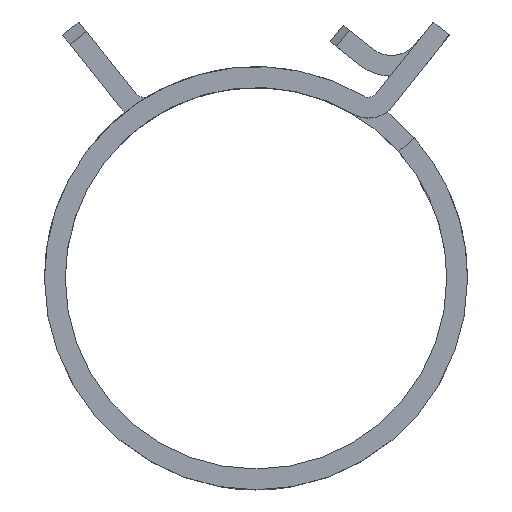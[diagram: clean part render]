
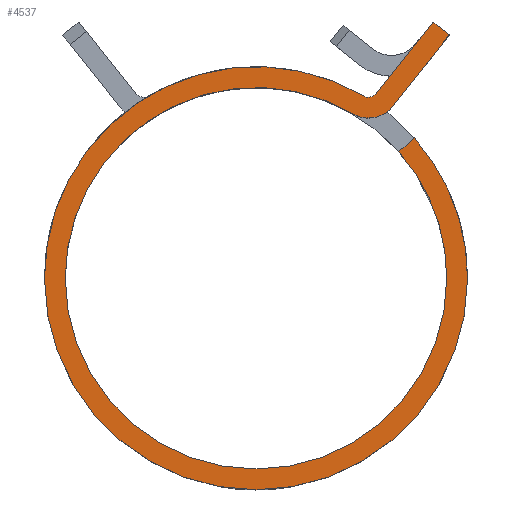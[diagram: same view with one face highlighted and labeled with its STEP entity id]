
A CAD part, top view. The second image highlights one B-rep face of the part: STEP entity #4537.
In plain terms, the highlighted planar face has unit normal (0, 0, 1).
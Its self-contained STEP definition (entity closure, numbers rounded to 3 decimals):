
#42 = VECTOR ( 'NONE', #5179, 1000. ) ;
#170 = DIRECTION ( 'NONE',  ( 0.749, 0.663, 0. ) ) ;
#178 = CIRCLE ( 'NONE', #682, 21.35 ) ;
#271 = DIRECTION ( 'NONE',  ( 1., 0., 0. ) ) ;
#323 = DIRECTION ( 'NONE',  ( 0., 0., 1. ) ) ;
#380 = DIRECTION ( 'NONE',  ( 1., 0., 0. ) ) ;
#405 = DIRECTION ( 'NONE',  ( 1., 0., 0. ) ) ;
#419 = ORIENTED_EDGE ( 'NONE', *, *, #4008, .T. ) ;
#438 = VECTOR ( 'NONE', #4996, 1000. ) ;
#447 = LINE ( 'NONE', #3278, #42 ) ;
#538 = CIRCLE ( 'NONE', #4818, 21.35 ) ;
#584 = ORIENTED_EDGE ( 'NONE', *, *, #1670, .F. ) ;
#625 = ORIENTED_EDGE ( 'NONE', *, *, #5896, .F. ) ;
#640 = LINE ( 'NONE', #2052, #1744 ) ;
#682 = AXIS2_PLACEMENT_3D ( 'NONE', #5697, #2346, #380 ) ;
#727 = VERTEX_POINT ( 'NONE', #6104 ) ;
#781 = CARTESIAN_POINT ( 'NONE',  ( -19.25, 0., 6. ) ) ;
#816 = AXIS2_PLACEMENT_3D ( 'NONE', #2368, #3734, #909 ) ;
#841 = CIRCLE ( 'NONE', #3620, 3.1 ) ;
#909 = DIRECTION ( 'NONE',  ( 1., 0., 0. ) ) ;
#926 = ORIENTED_EDGE ( 'NONE', *, *, #3016, .F. ) ;
#940 = CARTESIAN_POINT ( 'NONE',  ( 9.767, 16.588, 6. ) ) ;
#945 = DIRECTION ( 'NONE',  ( 0., 0., 1. ) ) ;
#1206 = CARTESIAN_POINT ( 'NONE',  ( 19.5, 24.547, 6. ) ) ;
#1219 = DIRECTION ( 'NONE',  ( 1., 0., 0. ) ) ;
#1249 = DIRECTION ( 'NONE',  ( 0., 0., 1. ) ) ;
#1316 = CARTESIAN_POINT ( 'NONE',  ( 14.409, 12.765, 6. ) ) ;
#1322 = CARTESIAN_POINT ( 'NONE',  ( 15.981, 14.157, 6. ) ) ;
#1390 = CARTESIAN_POINT ( 'NONE',  ( 21.35, 0., 6. ) ) ;
#1495 = DIRECTION ( 'NONE',  ( 1., 0., 0. ) ) ;
#1509 = CARTESIAN_POINT ( 'NONE',  ( 17.856, 25.854, 6. ) ) ;
#1522 = ORIENTED_EDGE ( 'NONE', *, *, #2522, .F. ) ;
#1548 = EDGE_CURVE ( 'NONE', #3984, #5318, #4166, .T. ) ;
#1558 = DIRECTION ( 'NONE',  ( 0., 0., 1. ) ) ;
#1657 = AXIS2_PLACEMENT_3D ( 'NONE', #2643, #5502, #1766 ) ;
#1670 = EDGE_CURVE ( 'NONE', #3992, #2600, #2193, .T. ) ;
#1714 = AXIS2_PLACEMENT_3D ( 'NONE', #3112, #323, #1219 ) ;
#1744 = VECTOR ( 'NONE', #170, 1000. ) ;
#1766 = DIRECTION ( 'NONE',  ( 1., 0., 0. ) ) ;
#1789 = DIRECTION ( 'NONE',  ( 1., 0., 0. ) ) ;
#1864 = ORIENTED_EDGE ( 'NONE', *, *, #1548, .F. ) ;
#2052 = CARTESIAN_POINT ( 'NONE',  ( 14.409, 12.765, 6. ) ) ;
#2126 = FACE_OUTER_BOUND ( 'NONE', #4989, .T. ) ;
#2193 = CIRCLE ( 'NONE', #3267, 19.25 ) ;
#2232 = VERTEX_POINT ( 'NONE', #6007 ) ;
#2346 = DIRECTION ( 'NONE',  ( 0., 0., 1. ) ) ;
#2354 = LINE ( 'NONE', #5123, #2832 ) ;
#2368 = CARTESIAN_POINT ( 'NONE',  ( 0., 0., 6. ) ) ;
#2522 = EDGE_CURVE ( 'NONE', #2797, #3992, #841, .T. ) ;
#2600 = VERTEX_POINT ( 'NONE', #781 ) ;
#2602 = EDGE_CURVE ( 'NONE', #5643, #6119, #538, .T. ) ;
#2643 = CARTESIAN_POINT ( 'NONE',  ( 11.34, 19.259, 6. ) ) ;
#2797 = VERTEX_POINT ( 'NONE', #3415 ) ;
#2832 = VECTOR ( 'NONE', #4285, 1000. ) ;
#2860 = CARTESIAN_POINT ( 'NONE',  ( 11.34, 19.259, 6. ) ) ;
#3016 = EDGE_CURVE ( 'NONE', #2600, #3984, #4617, .T. ) ;
#3112 = CARTESIAN_POINT ( 'NONE',  ( 0., 0., 6. ) ) ;
#3168 = PLANE ( 'NONE',  #1714 ) ;
#3267 = AXIS2_PLACEMENT_3D ( 'NONE', #6050, #5115, #1789 ) ;
#3278 = CARTESIAN_POINT ( 'NONE',  ( 17.856, 25.854, 6. ) ) ;
#3415 = CARTESIAN_POINT ( 'NONE',  ( 13.768, 17.331, 6. ) ) ;
#3517 = CARTESIAN_POINT ( 'NONE',  ( 0., 0., 6. ) ) ;
#3595 = CIRCLE ( 'NONE', #816, 21.35 ) ;
#3620 = AXIS2_PLACEMENT_3D ( 'NONE', #2860, #4794, #3890 ) ;
#3734 = DIRECTION ( 'NONE',  ( 0., 0., 1. ) ) ;
#3890 = DIRECTION ( 'NONE',  ( -1., 0., 0. ) ) ;
#3923 = AXIS2_PLACEMENT_3D ( 'NONE', #5237, #945, #405 ) ;
#3952 = VERTEX_POINT ( 'NONE', #1509 ) ;
#3984 = VERTEX_POINT ( 'NONE', #5195 ) ;
#3992 = VERTEX_POINT ( 'NONE', #940 ) ;
#4008 = EDGE_CURVE ( 'NONE', #2232, #5643, #3595, .T. ) ;
#4166 = CIRCLE ( 'NONE', #4970, 19.25 ) ;
#4285 = DIRECTION ( 'NONE',  ( -0.622, -0.783, 0. ) ) ;
#4299 = ORIENTED_EDGE ( 'NONE', *, *, #5591, .T. ) ;
#4332 = ORIENTED_EDGE ( 'NONE', *, *, #5238, .F. ) ;
#4418 = VERTEX_POINT ( 'NONE', #5777 ) ;
#4435 = ORIENTED_EDGE ( 'NONE', *, *, #2602, .T. ) ;
#4537 = ADVANCED_FACE ( 'NONE', ( #2126 ), #3168, .T. ) ;
#4617 = CIRCLE ( 'NONE', #3923, 19.25 ) ;
#4680 = EDGE_CURVE ( 'NONE', #3952, #5645, #447, .T. ) ;
#4794 = DIRECTION ( 'NONE',  ( 0., 0., -1. ) ) ;
#4795 = ORIENTED_EDGE ( 'NONE', *, *, #4680, .F. ) ;
#4818 = AXIS2_PLACEMENT_3D ( 'NONE', #3517, #1249, #271 ) ;
#4970 = AXIS2_PLACEMENT_3D ( 'NONE', #5742, #1558, #1495 ) ;
#4989 = EDGE_LOOP ( 'NONE', ( #5737, #419, #4435, #625, #1864, #926, #584, #1522, #4332, #4795, #6094, #4299 ) ) ;
#4996 = DIRECTION ( 'NONE',  ( -0.622, -0.783, 0. ) ) ;
#5115 = DIRECTION ( 'NONE',  ( 0., 0., 1. ) ) ;
#5123 = CARTESIAN_POINT ( 'NONE',  ( 17.856, 25.854, 6. ) ) ;
#5179 = DIRECTION ( 'NONE',  ( 0.783, -0.622, 0. ) ) ;
#5195 = CARTESIAN_POINT ( 'NONE',  ( 19.25, 0., 6. ) ) ;
#5216 = CARTESIAN_POINT ( 'NONE',  ( 19.5, 24.547, 6. ) ) ;
#5237 = CARTESIAN_POINT ( 'NONE',  ( 0., 0., 6. ) ) ;
#5238 = EDGE_CURVE ( 'NONE', #5645, #2797, #5463, .T. ) ;
#5318 = VERTEX_POINT ( 'NONE', #1316 ) ;
#5463 = LINE ( 'NONE', #1206, #438 ) ;
#5502 = DIRECTION ( 'NONE',  ( 0., 0., -1. ) ) ;
#5591 = EDGE_CURVE ( 'NONE', #4418, #727, #5712, .T. ) ;
#5643 = VERTEX_POINT ( 'NONE', #1390 ) ;
#5645 = VERTEX_POINT ( 'NONE', #5216 ) ;
#5697 = CARTESIAN_POINT ( 'NONE',  ( 0., 0., 6. ) ) ;
#5712 = CIRCLE ( 'NONE', #1657, 1. ) ;
#5737 = ORIENTED_EDGE ( 'NONE', *, *, #6034, .T. ) ;
#5742 = CARTESIAN_POINT ( 'NONE',  ( 0., 0., 6. ) ) ;
#5749 = EDGE_CURVE ( 'NONE', #3952, #4418, #2354, .T. ) ;
#5777 = CARTESIAN_POINT ( 'NONE',  ( 12.123, 18.637, 6. ) ) ;
#5896 = EDGE_CURVE ( 'NONE', #5318, #6119, #640, .T. ) ;
#6007 = CARTESIAN_POINT ( 'NONE',  ( -21.35, 0., 6. ) ) ;
#6034 = EDGE_CURVE ( 'NONE', #727, #2232, #178, .T. ) ;
#6050 = CARTESIAN_POINT ( 'NONE',  ( 0., 0., 6. ) ) ;
#6094 = ORIENTED_EDGE ( 'NONE', *, *, #5749, .T. ) ;
#6104 = CARTESIAN_POINT ( 'NONE',  ( 10.833, 18.398, 6. ) ) ;
#6119 = VERTEX_POINT ( 'NONE', #1322 ) ;
